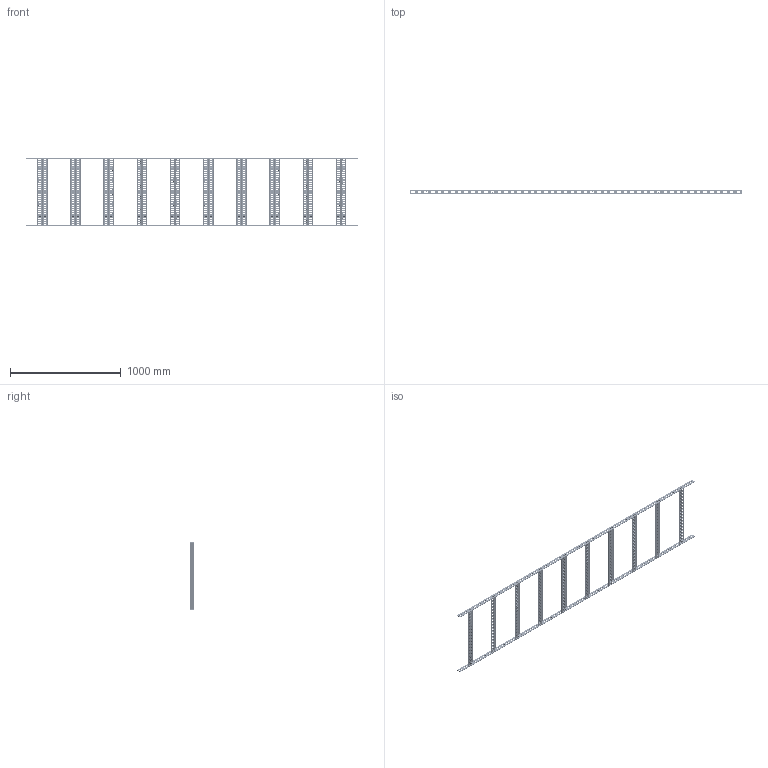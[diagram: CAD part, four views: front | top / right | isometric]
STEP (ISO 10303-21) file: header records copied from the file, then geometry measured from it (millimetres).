
FILE_DESCRIPTION (( 'STEP AP214' ), '1' );
FILE_NAME ('7098142.stp', '2018-01-26T10:14:49', ( '' ), ( '' ), 'SwSTEP 2.0', 'SolidWorks 2016', '' );
FILE_SCHEMA (( 'AUTOMOTIVE_DESIGN' ));
Length unit declared in the file: millimetre
Products named in the file (3): KTS 20.002-013_ungelocht 3000x40x5; 7098142; 014710_Z-Sprosse-600
Assembly tree (12 placements, depth 2):
  7098142
    KTS 20.002-013_ungelocht 3000x40x5  x2
    014710_Z-Sprosse-600  x10
Bounding box: 3000 x 40 x 610 mm (x, y, z)
Volume: 2233880.8 mm3; surface area: 1837513.9 mm2
Topology: 12 solids, 12 shells, 9452 faces, 22524 edges, 13096 vertices
Faces by surface type: plane 4832, cone 2880, cylinder 1740
Entity records: 34232 total; most frequent: DIRECTION 6068, CARTESIAN_POINT 5743, ORIENTED_EDGE 5724, EDGE_CURVE 2862, AXIS2_PLACEMENT_3D 2041, LINE 1986, VECTOR 1986, VERTEX_POINT 1716
